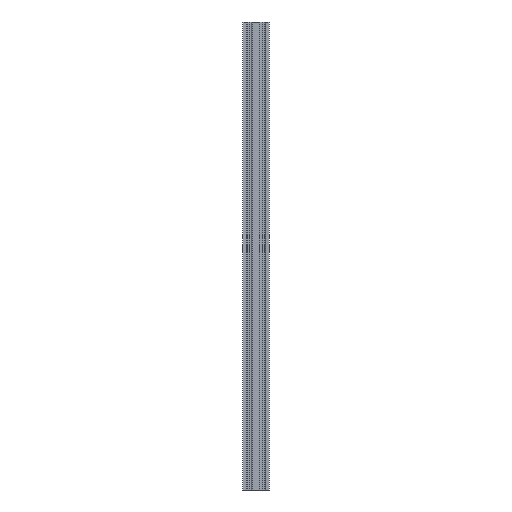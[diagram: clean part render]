
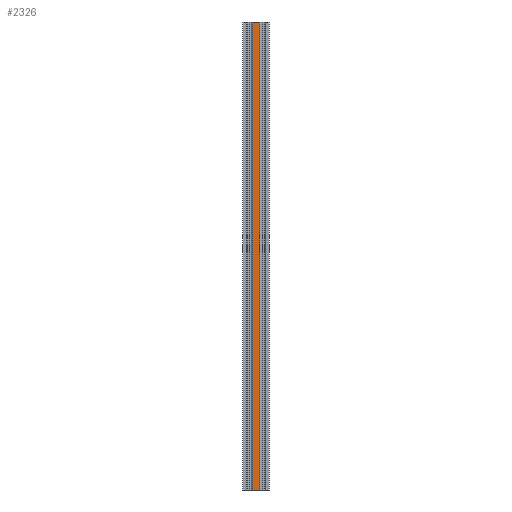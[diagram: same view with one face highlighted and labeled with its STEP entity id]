
A CAD part, left-side view. The second image highlights one B-rep face of the part: STEP entity #2326.
In plain terms, the highlighted planar face has unit normal (-1, 0, 0).
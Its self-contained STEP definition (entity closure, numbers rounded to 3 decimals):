
#72=FACE_OUTER_BOUND('',#189,.T.);
#189=EDGE_LOOP('',(#1787,#1788,#1789,#1790));
#317=LINE('',#3213,#641);
#467=LINE('',#3536,#791);
#468=LINE('',#3539,#792);
#469=LINE('',#3540,#793);
#641=VECTOR('',#2587,1000.);
#791=VECTOR('',#2849,1000.);
#792=VECTOR('',#2852,1000.);
#793=VECTOR('',#2853,1000.);
#967=VERTEX_POINT('',#3210);
#968=VERTEX_POINT('',#3212);
#1085=VERTEX_POINT('',#3534);
#1086=VERTEX_POINT('',#3538);
#1195=EDGE_CURVE('',#967,#968,#317,.T.);
#1357=EDGE_CURVE('',#967,#1085,#467,.T.);
#1358=EDGE_CURVE('',#1086,#1085,#468,.T.);
#1359=EDGE_CURVE('',#968,#1086,#469,.T.);
#1787=ORIENTED_EDGE('',*,*,#1358,.F.);
#1788=ORIENTED_EDGE('',*,*,#1359,.F.);
#1789=ORIENTED_EDGE('',*,*,#1195,.F.);
#1790=ORIENTED_EDGE('',*,*,#1357,.T.);
#2214=PLANE('',#2468);
#2326=ADVANCED_FACE('',(#72),#2214,.T.);
#2468=AXIS2_PLACEMENT_3D('',#3537,#2850,#2851);
#2587=DIRECTION('',(0.,-1.,0.));
#2849=DIRECTION('',(0.,0.,-1.));
#2850=DIRECTION('center_axis',(-1.,0.,0.));
#2851=DIRECTION('ref_axis',(0.,0.,1.));
#2852=DIRECTION('',(0.,1.,0.));
#2853=DIRECTION('',(0.,0.,-1.));
#3210=CARTESIAN_POINT('',(-10.,5.42,700.));
#3212=CARTESIAN_POINT('',(-10.,-5.42,700.));
#3213=CARTESIAN_POINT('',(-10.,0.,700.));
#3534=CARTESIAN_POINT('',(-10.,5.42,0.));
#3536=CARTESIAN_POINT('',(-10.,5.42,500.));
#3537=CARTESIAN_POINT('Origin',(-10.,0.,500.));
#3538=CARTESIAN_POINT('',(-10.,-5.42,0.));
#3539=CARTESIAN_POINT('',(-10.,0.,0.));
#3540=CARTESIAN_POINT('',(-10.,-5.42,500.));
